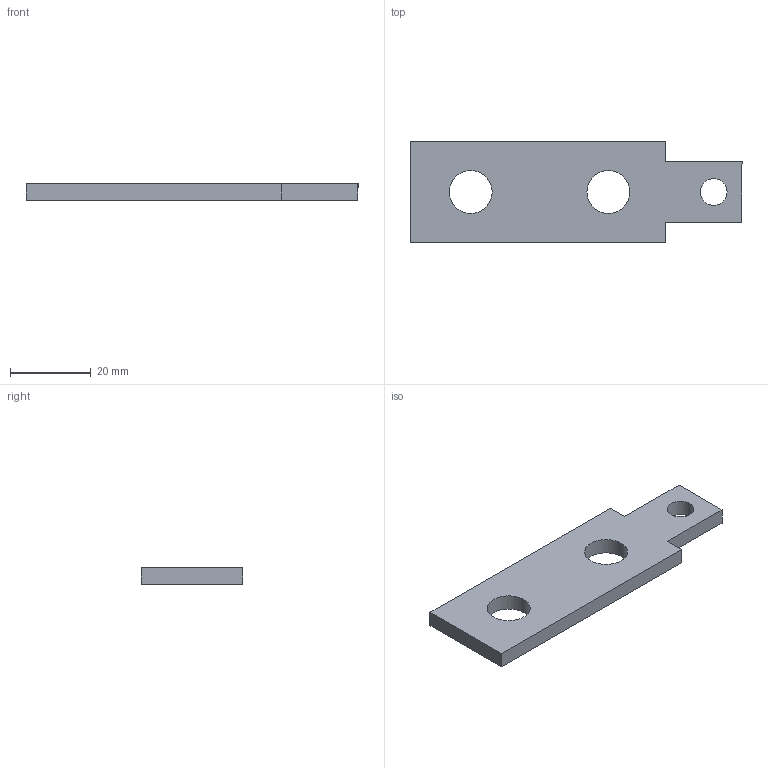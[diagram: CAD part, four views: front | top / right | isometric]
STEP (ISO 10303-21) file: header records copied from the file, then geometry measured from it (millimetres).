
FILE_DESCRIPTION(('Creo Elements/Direct Modeling STEP Export'),'2;1');
FILE_NAME('model.stp','2019-02-27T 0:12:40',(''),(''),'Creo Elements/Direct Modeling STEP processor for AP214 (Solid Model)','Creo Elements/Direct Modeling 20.1A 29-Sep-2018 (C) Parametric Technology GmbH','');
FILE_SCHEMA(('AUTOMOTIVE_DESIGN { 1 0 10303 214 1 1 1 1 }'));
Length unit declared in the file: millimetre
Products named in the file (2): HV_M10_1_M6_1-STL2
Assembly tree (1 placements, depth 2):
  HV_M10_1_M6_1-STL2
    HV_M10_1_M6_1-STL2
Bounding box: 82 x 25 x 4 mm (x, y, z)
Volume: 6597.2 mm3; surface area: 4503.9 mm2
Topology: 1 solids, 1 shells, 16 faces, 42 edges, 28 vertices
Faces by surface type: plane 10, cylinder 6
Entity records: 653 total; most frequent: ORIENTED_EDGE 84, CARTESIAN_POINT 82, DIRECTION 78, EDGE_CURVE 42, VECTOR 30, LINE 30, VERTEX_POINT 28, AXIS2_PLACEMENT_3D 24
